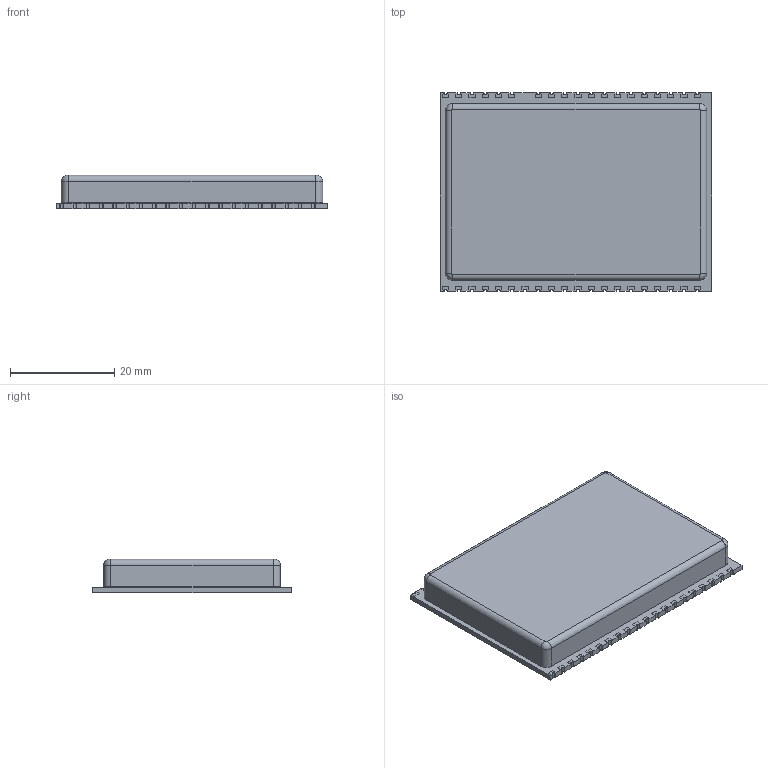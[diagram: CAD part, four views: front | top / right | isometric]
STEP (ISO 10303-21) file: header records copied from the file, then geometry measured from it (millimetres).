
FILE_DESCRIPTION (( 'STEP AP214' ), '1' );
FILE_NAME ('ÌÑ149.04_áåç øåëêîãðàôèè.STEP', '2024-05-02T14:19:23', ( 'User' ), ( '' ), 'SwSTEP 2.0', 'SolidWorks 2019', '' );
FILE_SCHEMA (( 'AUTOMOTIVE_DESIGN' ));
Length unit declared in the file: millimetre
Products named in the file (452): Submodel-TPS22965_part_WSON-8-F2875^DesignRootModel_Timebased_module__Timebased_module_ïëàòà_Timebased_module_ñáîðêà ñ øèëüäîì(2)_ÌÑ149.04_áåç øåëêîãðàôèè; F1648.stp^Êîïèÿ (4) Submodel-L0402_part_L0402-F1648_DesignRootModel_Timebased_module__Timebased_module_ïëàòà_Timebased_module_ñáîðêà ñ øèëüäîì(2)_ÌÑ149.04_áåç øåëêîãðàôèè; F1648.stp^Êîïèÿ (31) Submodel-C0402_part_C0402-F1648_DesignRootModel_Timebased_module__Timebased_module_ïëàòà_Timebased_module_ñáîðêà ñ øèëüäîì(2)_ÌÑ149.04_áåç øåëêîãðàôèè; Êîïèÿ (21) Submodel-R0402_part_R0402-F1648^DesignRootModel_Timebased_module__Timebased_module_ïëàòà_Timebased_module_ñáîðêà ñ øèëüäîì(2)_ÌÑ149.04_áåç øåëêîãðàôèè; Êîïèÿ (84) Submodel-C0402_part_C0402-F1648^DesignRootModel_Timebased_module__Timebased_module_ïëàòà_Timebased_module_ñáîðêà ñ øèëüäîì(2)_ÌÑ149.04_áåç øåëêîãðàôèè; F1648.stp^Êîïèÿ (25) Submodel-C0402_part_C0402-F1648_DesignRootModel_Timebased_module__Timebased_module_ïëàòà_Timebased_module_ñáîðêà ñ øèëüäîì(2)_ÌÑ149.04_áåç øåëêîãðàôèè; F1648.xtd^F1648.stp_Êîïèÿ (56) Submodel-C0402_part_C0402-F1648_DesignRootModel_Timebased_module__Timebased_module_ïëàòà_Timebased_module_ñáîðêà ñ øèëüäîì(2)_ÌÑ149.04_áåç øåëêîãðàôèè; FA3641.xtd^FA3641.SAT_Submodel-Filter_1.35x1.05_part_filtr-SAFEA1G_FA3641_DesignRootModel_Timebased_module__Timebased_module_ïëàòà_Timebased_module_ñáîðêà ñ øèëüäîì(2)_ÌÑ149.04_áåç øåëêîãðàôèè; F850.SAT^Submodel-LP2985_part_SOT23-5-F850_DesignRootModel_Timebased_module__Timebased_module_ïëàòà_Timebased_module_ñáîðêà ñ øèëüäîì(2)_ÌÑ149.04_áåç øåëêîãðàôèè; F1648.stp^Êîïèÿ (50) Submodel-C0402_part_C0402-F1648_DesignRootModel_Timebased_module__Timebased_module_ïëàòà_Timebased_module_ñáîðêà ñ øèëüäîì(2)_ÌÑ149.04_áåç øåëêîãðàôèè; F1648.xtd^F1648.stp_Êîïèÿ (17) Submodel-R0402_part_R0402-F1648_DesignRootModel_Timebased_module__Timebased_module_ïëàòà_Timebased_module_ñáîðêà ñ øèëüäîì(2)_ÌÑ149.04_áåç øåëêîãðàôèè; F762_3b.xtd^F762_3b.stp_Êîïèÿ (2) Submodel-C0805_NEW_part_C0805-F762_3b_new_DesignRootModel_Timebased_module__Timebased_module_ïëàòà_Timebased_module_ñáîðêà ñ øèëüäîì(2)_ÌÑ149.04_áåç øåëêîãðàôèè; F1648.xtd^F1648.stp_Êîïèÿ (7) Submodel-L0402_part_L0402-F1648_DesignRootModel_Timebased_module__Timebased_module_ïëàòà_Timebased_module_ñáîðêà ñ øèëüäîì(2)_ÌÑ149.04_áåç øåëêîãðàôèè; Êîïèÿ (43) Submodel-C0402_part_C0402-F1648^DesignRootModel_Timebased_module__Timebased_module_ïëàòà_Timebased_module_ñáîðêà ñ øèëüäîì(2)_ÌÑ149.04_áåç øåëêîãðàôèè; F1648.xtd^F1648.stp_Êîïèÿ (78) Submodel-C0402_part_C0402-F1648_DesignRootModel_Timebased_module__Timebased_module_ïëàòà_Timebased_module_ñáîðêà ñ øèëüäîì(2)_ÌÑ149.04_áåç øåëêîãðàôèè; Êîïèÿ (16) Submodel-R0402_part_R0402-F1648^DesignRootModel_Timebased_module__Timebased_module_ïëàòà_Timebased_module_ñáîðêà ñ øèëüäîì(2)_ÌÑ149.04_áåç øåëêîãðàôèè; Êîïèÿ (86) Submodel-C0402_part_C0402-F1648^DesignRootModel_Timebased_module__Timebased_module_ïëàòà_Timebased_module_ñáîðêà ñ øèëüäîì(2)_ÌÑ149.04_áåç øåëêîãðàôèè; Êîïèÿ (38) Submodel-C0402_part_C0402-F1648^DesignRootModel_Timebased_module__Timebased_module_ïëàòà_Timebased_module_ñáîðêà ñ øèëüäîì(2)_ÌÑ149.04_áåç øåëêîãðàôèè; Êîïèÿ (27) Submodel-R0402_part_R0402-F1648^DesignRootModel_Timebased_module__Timebased_module_ïëàòà_Timebased_module_ñáîðêà ñ øèëüäîì(2)_ÌÑ149.04_áåç øåëêîãðàôèè; F1648.xtd^F1648.stp_Êîïèÿ (8) Submodel-R0402_part_R0402-F1648_DesignRootModel_Timebased_module__Timebased_module_ïëàòà_Timebased_module_ñáîðêà ñ øèëüäîì(2)_ÌÑ149.04_áåç øåëêîãðàôèè; Êîïèÿ (51) Submodel-C0402_part_C0402-F1648^DesignRootModel_Timebased_module__Timebased_module_ïëàòà_Timebased_module_ñáîðêà ñ øèëüäîì(2)_ÌÑ149.04_áåç øåëêîãðàôèè; Êîïèÿ (12) Submodel-R0402_part_R0402-F1648^DesignRootModel_Timebased_module__Timebased_module_ïëàòà_Timebased_module_ñáîðêà ñ øèëüäîì(2)_ÌÑ149.04_áåç øåëêîãðàôèè; F1648.xtd^F1648.stp_Êîïèÿ (20) Submodel-R0402_part_R0402-F1648_DesignRootModel_Timebased_module__Timebased_module_ïëàòà_Timebased_module_ñáîðêà ñ øèëüäîì(2)_ÌÑ149.04_áåç øåëêîãðàôèè; User Library-0402_3Pin_Capacitor-3.xtd^User Library-0402_3Pin_Capacitor-3.SAT_Êîïèÿ (5) Submodel-0402_NFM_part_TDK_YFF15PC_DesignRootModel_Timebased_module__Timebased_module_ïëàòà_Timebased_mod~; F1648.xtd^F1648.stp_Êîïèÿ (25) Submodel-C0402_part_C0402-F1648_DesignRootModel_Timebased_module__Timebased_module_ïëàòà_Timebased_module_ñáîðêà ñ øèëüäîì(2)_ÌÑ149.04_áåç øåëêîãðàôèè; Êîïèÿ (78) Submodel-C0402_part_C0402-F1648^DesignRootModel_Timebased_module__Timebased_module_ïëàòà_Timebased_module_ñáîðêà ñ øèëüäîì(2)_ÌÑ149.04_áåç øåëêîãðàôèè; Êîïèÿ (33) Submodel-C0402_part_C0402-F1648^DesignRootModel_Timebased_module__Timebased_module_ïëàòà_Timebased_module_ñáîðêà ñ øèëüäîì(2)_ÌÑ149.04_áåç øåëêîãðàôèè; Êîïèÿ (4) Submodel-L0402_part_L0402-F1648^DesignRootModel_Timebased_module__Timebased_module_ïëàòà_Timebased_module_ñáîðêà ñ øèëüäîì(2)_ÌÑ149.04_áåç øåëêîãðàôèè; Êîïèÿ (7) Submodel-L0402_part_L0402-F1648^DesignRootModel_Timebased_module__Timebased_module_ïëàòà_Timebased_module_ñáîðêà ñ øèëüäîì(2)_ÌÑ149.04_áåç øåëêîãðàôèè; F1648.stp^Êîïèÿ (15) Submodel-C0402_part_C0402-F1648_DesignRootModel_Timebased_module__Timebased_module_ïëàòà_Timebased_module_ñáîðêà ñ øèëüäîì(2)_ÌÑ149.04_áåç øåëêîãðàôèè; F1648.stp^Êîïèÿ (41) Submodel-C0402_part_C0402-F1648_DesignRootModel_Timebased_module__Timebased_module_ïëàòà_Timebased_module_ñáîðêà ñ øèëüäîì(2)_ÌÑ149.04_áåç øåëêîãðàôèè; F1648.xtd^F1648.stp_Êîïèÿ (67) Submodel-C0402_part_C0402-F1648_DesignRootModel_Timebased_module__Timebased_module_ïëàòà_Timebased_module_ñáîðêà ñ øèëüäîì(2)_ÌÑ149.04_áåç øåëêîãðàôèè; F1648.stp^Êîïèÿ (23) Submodel-R0402_part_R0402-F1648_DesignRootModel_Timebased_module__Timebased_module_ïëàòà_Timebased_module_ñáîðêà ñ øèëüäîì(2)_ÌÑ149.04_áåç øåëêîãðàôèè; Êîïèÿ (49) Submodel-C0402_part_C0402-F1648^DesignRootModel_Timebased_module__Timebased_module_ïëàòà_Timebased_module_ñáîðêà ñ øèëüäîì(2)_ÌÑ149.04_áåç øåëêîãðàôèè; Êîïèÿ (90) Submodel-C0402_part_C0402-F1648^DesignRootModel_Timebased_module__Timebased_module_ïëàòà_Timebased_module_ñáîðêà ñ øèëüäîì(2)_ÌÑ149.04_áåç øåëêîãðàôèè; User Library-0402_3Pin_Capacitor-3.xtd^User Library-0402_3Pin_Capacitor-3.SAT_Êîïèÿ (6) Submodel-0402_NFM_part_TDK_YFF15PC_DesignRootModel_Timebased_module__Timebased_module_ïëàòà_Timebased_mod~; Êîïèÿ (53) Submodel-C0402_part_C0402-F1648^DesignRootModel_Timebased_module__Timebased_module_ïëàòà_Timebased_module_ñáîðêà ñ øèëüäîì(2)_ÌÑ149.04_áåç øåëêîãðàôèè; F1648.xtd^F1648.stp_Êîïèÿ (80) Submodel-C0402_part_C0402-F1648_DesignRootModel_Timebased_module__Timebased_module_ïëàòà_Timebased_module_ñáîðêà ñ øèëüäîì(2)_ÌÑ149.04_áåç øåëêîãðàôèè; F1648.stp^Êîïèÿ (92) Submodel-C0402_part_C0402-F1648_DesignRootModel_Timebased_module__Timebased_module_ïëàòà_Timebased_module_ñáîðêà ñ øèëüäîì(2)_ÌÑ149.04_áåç øåëêîãðàôèè; F1648.stp^Êîïèÿ (22) Submodel-C0402_part_C0402-F1648_DesignRootModel_Timebased_module__Timebased_module_ïëàòà_Timebased_module_ñáîðêà ñ øèëüäîì(2)_ÌÑ149.04_áåç øåëêîãðàôèè ...
Assembly tree (471 placements, depth 9):
  FA3641.xtd^FA3641.SAT_Submodel-Filter_1.35x1.05_part_filtr-SAFEA1G_FA3641_DesignRootModel_Timebased_module__Timebased_module_ïëàòà_Timebased_module_ñáîðêà ñ øèëüäîì(2)_ÌÑ149.04_áåç øåëêîãðàôèè
  F762_3b.xtd^F762_3b.stp_Êîïèÿ (2) Submodel-C0805_NEW_part_C0805-F762_3b_new_DesignRootModel_Timebased_module__Timebased_module_ïëàòà_Timebased_module_ñáîðêà ñ øèëüäîì(2)_ÌÑ149.04_áåç øåëêîãðàôèè
  User Library-0402_3Pin_Capacitor-3.xtd^User Library-0402_3Pin_Capacitor-3.SAT_Êîïèÿ (5) Submodel-0402_NFM_part_TDK_YFF15PC_DesignRootModel_Timebased_module__Timebased_module_ïëàòà_Timebased_mod~
  User Library-0402_3Pin_Capacitor-3.xtd^User Library-0402_3Pin_Capacitor-3.SAT_Êîïèÿ (6) Submodel-0402_NFM_part_TDK_YFF15PC_DesignRootModel_Timebased_module__Timebased_module_ïëàòà_Timebased_mod~
  F730-capacitor.xtd^F730-capacitor.SAT_Êîïèÿ (2) Submodel-C0603_NEW_part_C0603-F730-new_DesignRootModel_Timebased_module__Timebased_module_ïëàòà_Timebased_module_ñáîðêà ñ øèëüäîì(2)_ÌÑ149.04_áåç~
Bounding box: 52 x 38 x 6.39 mm (x, y, z)
Volume: 3852.3 mm3; surface area: 11725.2 mm2
Topology: 227 solids, 227 shells, 5040 faces, 13269 edges, 8501 vertices
Faces by surface type: plane 3620, sphere 976, cylinder 419, bspline 17, torus 8
Entity records: 149992 total; most frequent: CARTESIAN_POINT 22788, DIRECTION 22423, ORIENTED_EDGE 19858, EDGE_CURVE 9929, LINE 7663, VECTOR 7663, AXIS2_PLACEMENT_3D 7380, VERTEX_POINT 6597
